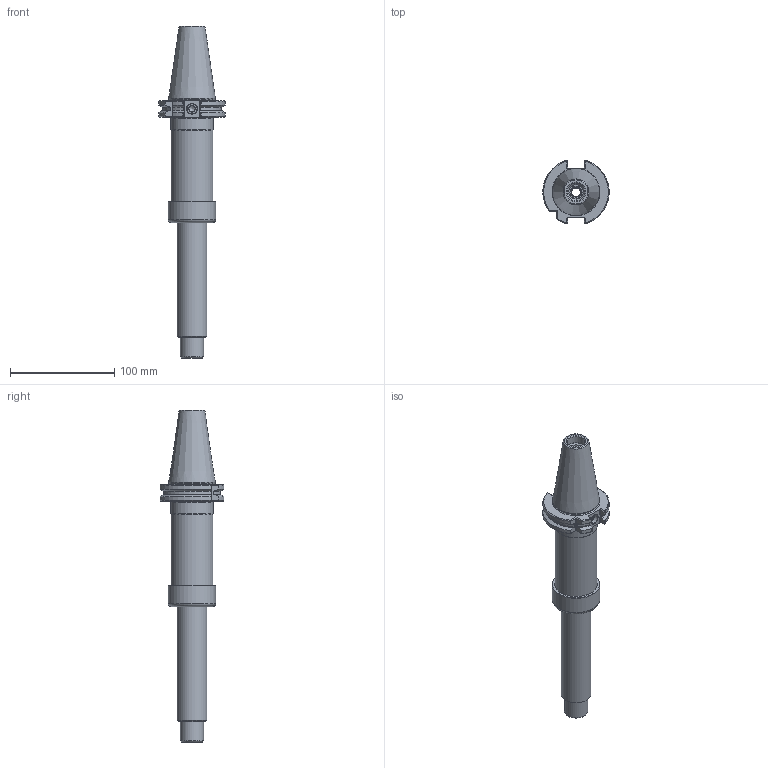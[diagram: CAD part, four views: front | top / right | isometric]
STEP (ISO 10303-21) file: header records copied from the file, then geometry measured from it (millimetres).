
FILE_DESCRIPTION(/* description */ (''),/* implementation_level */ '2;1');
FILE_NAME(/* name */ '884213090.stp',/* time_stamp */ '2021-10-13T12:14:32',/* author */ ('LRA'),/* organization */ ('REGO-FIX'),/* preprocessor_version */ ' Unknown',/* originating_system */ 'SIEMENS PLM Software Solid Edge ST10',/* authorization */ 'Unknown');
FILE_SCHEMA (('AUTOMOTIVE_DESIGN { 1 0 10303 214 2 1 1}'));
Length unit declared in the file: millimetre
Products named in the file (1): NOCUT
Bounding box: 63.35 x 61.01 x 317.95 mm (x, y, z)
Volume: 282256.9 mm3; surface area: 59612.3 mm2
Topology: 1 solids, 3 shells, 159 faces, 382 edges, 239 vertices
Faces by surface type: plane 51, cylinder 43, cone 42, torus 23
Full cylindrical faces by diameter (mm): 6 x1, 8.35 x1, 8.376 x1, 9.6 x1, 10 x1, 10.5 x1, 13.835 x1, 17 x1, 22.3 x1, 23.8 x1, 24.7 x1, 25 x1, 28.3 x1, 33.3 x1, 34 x1, 38.376 x1, 40 x1, 40.05 x1, 40.5 x1, 43.3 x1, 45.65 x1
Entity records: 5322 total; most frequent: DIRECTION 765, CARTESIAN_POINT 761, ORIENTED_EDGE 592, AXIS2_PLACEMENT_3D 331, EDGE_CURVE 296, FACE_BOUND 244, EDGE_LOOP 243, VERTEX_POINT 222
